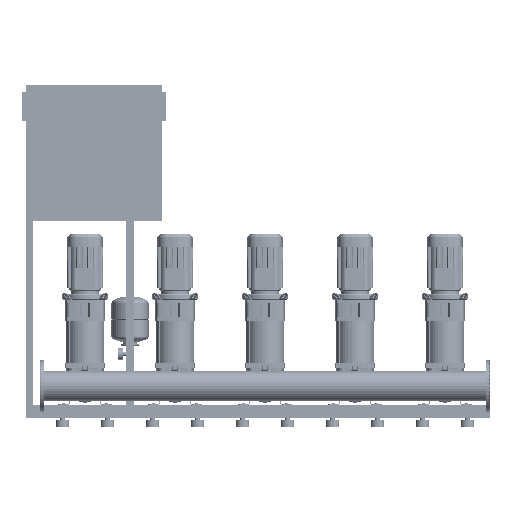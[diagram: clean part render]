
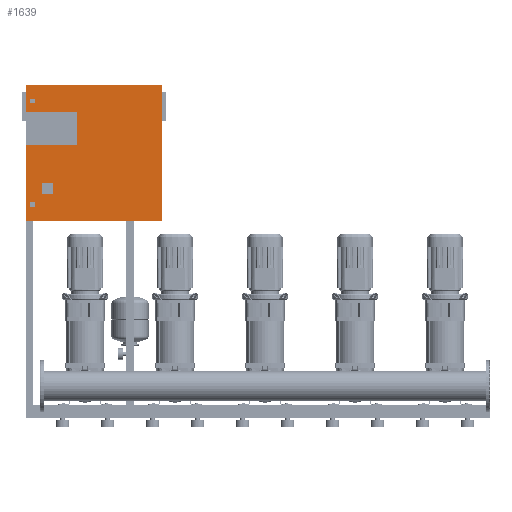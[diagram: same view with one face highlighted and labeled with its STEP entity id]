
A CAD part, front view. The second image highlights one B-rep face of the part: STEP entity #1639.
In plain terms, the highlighted planar face has unit normal (0, -1, 0).
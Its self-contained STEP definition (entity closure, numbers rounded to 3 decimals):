
#316=CARTESIAN_POINT('',(680.0,-80.0,1905.0));
#317=VERTEX_POINT('',#316);
#324=CARTESIAN_POINT('',(680.0,-80.,1145.0));
#325=VERTEX_POINT('',#324);
#326=CARTESIAN_POINT('',(680.0,-80.0,1905.0));
#327=DIRECTION('',(0.0,0.0,-1.0));
#328=VECTOR('',#327,760.0);
#329=LINE('',#326,#328);
#330=EDGE_CURVE('',#317,#325,#329,.T.);
#507=CARTESIAN_POINT('',(-30.,-80.,1825.0));
#508=VERTEX_POINT('',#507);
#515=CARTESIAN_POINT('',(-55.,-80.,1825.0));
#516=VERTEX_POINT('',#515);
#517=CARTESIAN_POINT('',(-55.,-80.,1825.0));
#518=DIRECTION('',(1.0,0.0,0.0));
#519=VECTOR('',#518,25.0);
#520=LINE('',#517,#519);
#521=EDGE_CURVE('',#516,#508,#520,.T.);
#539=CARTESIAN_POINT('',(-55.0,-80.,1800.0));
#540=VERTEX_POINT('',#539);
#541=CARTESIAN_POINT('',(-55.0,-80.,1800.0));
#542=DIRECTION('',(0.0,0.0,1.0));
#543=VECTOR('',#542,25.0);
#544=LINE('',#541,#543);
#545=EDGE_CURVE('',#540,#516,#544,.T.);
#563=CARTESIAN_POINT('',(-30.,-80.,1800.0));
#564=VERTEX_POINT('',#563);
#565=CARTESIAN_POINT('',(-30.,-80.,1800.0));
#566=DIRECTION('',(-1.0,0.0,0.0));
#567=VECTOR('',#566,25.);
#568=LINE('',#565,#567);
#569=EDGE_CURVE('',#564,#540,#568,.T.);
#587=CARTESIAN_POINT('',(-30.,-80.,1825.0));
#588=DIRECTION('',(0.0,0.0,-1.0));
#589=VECTOR('',#588,25.0);
#590=LINE('',#587,#589);
#591=EDGE_CURVE('',#508,#564,#590,.T.);
#612=CARTESIAN_POINT('',(-30.,-80.,1225.0));
#613=VERTEX_POINT('',#612);
#620=CARTESIAN_POINT('',(-30.,-80.,1250.0));
#621=VERTEX_POINT('',#620);
#622=CARTESIAN_POINT('',(-30.,-80.,1250.0));
#623=DIRECTION('',(0.0,0.0,-1.0));
#624=VECTOR('',#623,25.0);
#625=LINE('',#622,#624);
#626=EDGE_CURVE('',#621,#613,#625,.T.);
#650=CARTESIAN_POINT('',(-55.,-80.,1225.0));
#651=VERTEX_POINT('',#650);
#658=CARTESIAN_POINT('',(-30.,-80.,1225.0));
#659=DIRECTION('',(-1.0,0.0,0.0));
#660=VECTOR('',#659,25.);
#661=LINE('',#658,#660);
#662=EDGE_CURVE('',#613,#651,#661,.T.);
#681=CARTESIAN_POINT('',(-55.,-80.,1250.0));
#682=VERTEX_POINT('',#681);
#689=CARTESIAN_POINT('',(-55.,-80.,1225.0));
#690=DIRECTION('',(0.0,0.0,1.0));
#691=VECTOR('',#690,25.0);
#692=LINE('',#689,#691);
#693=EDGE_CURVE('',#651,#682,#692,.T.);
#711=CARTESIAN_POINT('',(-55.,-80.,1250.0));
#712=DIRECTION('',(1.0,0.0,0.0));
#713=VECTOR('',#712,25.);
#714=LINE('',#711,#713);
#715=EDGE_CURVE('',#682,#621,#714,.T.);
#980=CARTESIAN_POINT('',(-78.0,-80.,1755.0));
#981=VERTEX_POINT('',#980);
#988=CARTESIAN_POINT('',(-78.0,-80.,1570.0));
#989=VERTEX_POINT('',#988);
#990=CARTESIAN_POINT('',(-78.0,-80.,1570.0));
#991=DIRECTION('',(0.0,0.0,1.0));
#992=VECTOR('',#991,185.0);
#993=LINE('',#990,#992);
#994=EDGE_CURVE('',#989,#981,#993,.T.);
#1019=CARTESIAN_POINT('',(208.,-80.,1570.0));
#1020=VERTEX_POINT('',#1019);
#1021=CARTESIAN_POINT('',(208.,-80.,1570.0));
#1022=DIRECTION('',(-1.0,0.0,0.0));
#1023=VECTOR('',#1022,286.);
#1024=LINE('',#1021,#1023);
#1025=EDGE_CURVE('',#1020,#989,#1024,.T.);
#1050=CARTESIAN_POINT('',(208.0,-80.,1755.0));
#1051=VERTEX_POINT('',#1050);
#1052=CARTESIAN_POINT('',(208.0,-80.,1755.0));
#1053=DIRECTION('',(0.0,0.0,-1.0));
#1054=VECTOR('',#1053,185.0);
#1055=LINE('',#1052,#1054);
#1056=EDGE_CURVE('',#1051,#1020,#1055,.T.);
#1079=CARTESIAN_POINT('',(-78.0,-80.,1755.0));
#1080=DIRECTION('',(1.0,0.0,0.0));
#1081=VECTOR('',#1080,286.0);
#1082=LINE('',#1079,#1081);
#1083=EDGE_CURVE('',#981,#1051,#1082,.T.);
#1446=CARTESIAN_POINT('',(-80.,-80.,1145.0));
#1447=VERTEX_POINT('',#1446);
#1454=CARTESIAN_POINT('',(-80.,-80.0,1905.0));
#1455=VERTEX_POINT('',#1454);
#1456=CARTESIAN_POINT('',(-80.,-80.,1145.0));
#1457=DIRECTION('',(0.0,0.0,1.0));
#1458=VECTOR('',#1457,760.0);
#1459=LINE('',#1456,#1458);
#1460=EDGE_CURVE('',#1447,#1455,#1459,.T.);
#1593=CARTESIAN_POINT('',(680.0,-80.,1145.0));
#1594=DIRECTION('',(-1.0,0.0,0.0));
#1595=VECTOR('',#1594,760.);
#1596=LINE('',#1593,#1595);
#1597=EDGE_CURVE('',#325,#1447,#1596,.T.);
#1605=CARTESIAN_POINT('',(220.,-80.,1525.0));
#1606=DIRECTION('',(0.0,-1.0,0.0));
#1607=DIRECTION('',(1.0,0.0,0.0));
#1608=AXIS2_PLACEMENT_3D('',#1605,#1606,#1607);
#1609=PLANE('',#1608);
#1610=CARTESIAN_POINT('',(-80.,-80.0,1905.0));
#1611=DIRECTION('',(1.0,0.0,0.0));
#1612=VECTOR('',#1611,760.0);
#1613=LINE('',#1610,#1612);
#1614=EDGE_CURVE('',#1455,#317,#1613,.T.);
#1615=ORIENTED_EDGE('',*,*,#1614,.F.);
#1616=ORIENTED_EDGE('',*,*,#1460,.F.);
#1617=ORIENTED_EDGE('',*,*,#1597,.F.);
#1618=ORIENTED_EDGE('',*,*,#330,.F.);
#1619=EDGE_LOOP('',(#1615,#1616,#1617,#1618));
#1620=FACE_OUTER_BOUND('',#1619,.T.);
#1621=ORIENTED_EDGE('',*,*,#521,.T.);
#1622=ORIENTED_EDGE('',*,*,#591,.T.);
#1623=ORIENTED_EDGE('',*,*,#569,.T.);
#1624=ORIENTED_EDGE('',*,*,#545,.T.);
#1625=EDGE_LOOP('',(#1621,#1622,#1623,#1624));
#1626=FACE_BOUND('',#1625,.T.);
#1627=ORIENTED_EDGE('',*,*,#626,.T.);
#1628=ORIENTED_EDGE('',*,*,#662,.T.);
#1629=ORIENTED_EDGE('',*,*,#693,.T.);
#1630=ORIENTED_EDGE('',*,*,#715,.T.);
#1631=EDGE_LOOP('',(#1627,#1628,#1629,#1630));
#1632=FACE_BOUND('',#1631,.T.);
#1633=ORIENTED_EDGE('',*,*,#994,.T.);
#1634=ORIENTED_EDGE('',*,*,#1083,.T.);
#1635=ORIENTED_EDGE('',*,*,#1056,.T.);
#1636=ORIENTED_EDGE('',*,*,#1025,.T.);
#1637=EDGE_LOOP('',(#1633,#1634,#1635,#1636));
#1638=FACE_BOUND('',#1637,.T.);
#1639=ADVANCED_FACE('',(#1620,#1626,#1632,#1638),#1609,.T.);
